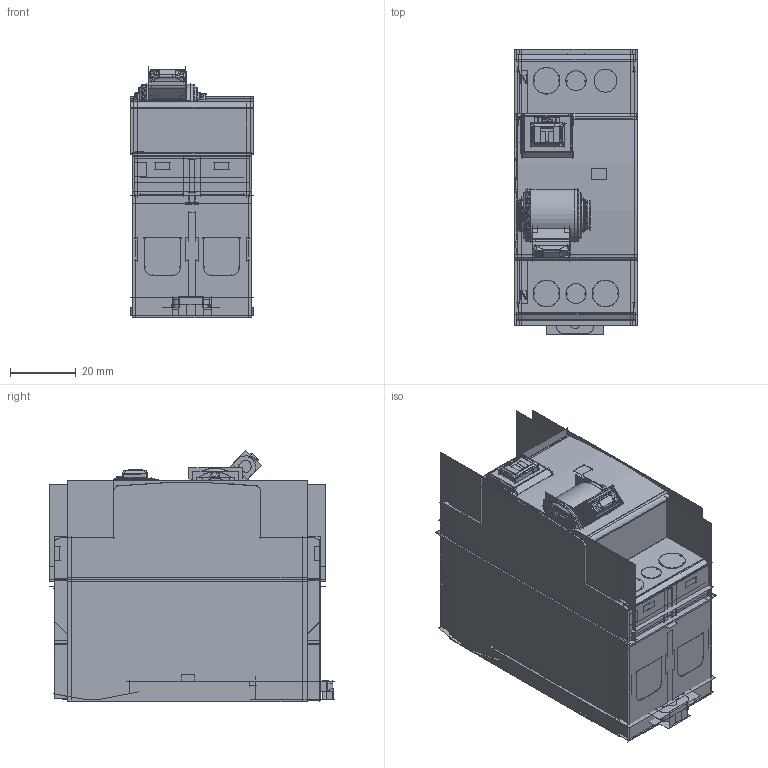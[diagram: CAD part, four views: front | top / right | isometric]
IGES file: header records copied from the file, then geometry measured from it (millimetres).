
Start section:  PTC IGES file: NL1 2p_asm.igs
Global section: file name: NL1 2p_asm.igs; native system: Pro/ENGINEER by Parametric Technology Corporation; preprocessor: 2007090; author: lijie2; organization: Unknown; date: 20170405.094606; units: millimetre
Bounding box: 37.45 x 87.17 x 76.75 mm (x, y, z)
Surface area: 230305.4 mm2 (no closed solid volume)
Topology: 0 solids, 0 shells, 3309 faces, 49635 edges, 64319 vertices
Faces by surface type: bspline 2788, revolution 521
